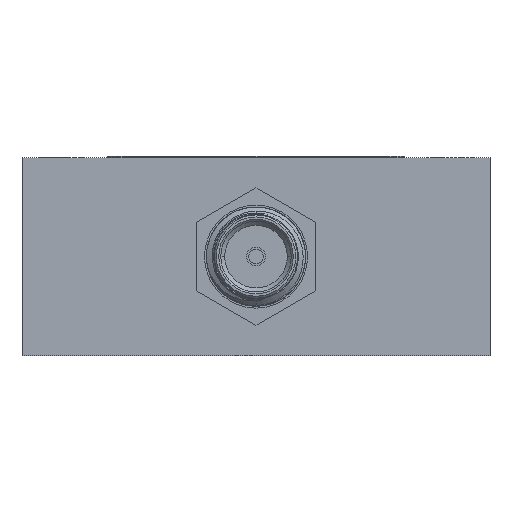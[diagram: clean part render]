
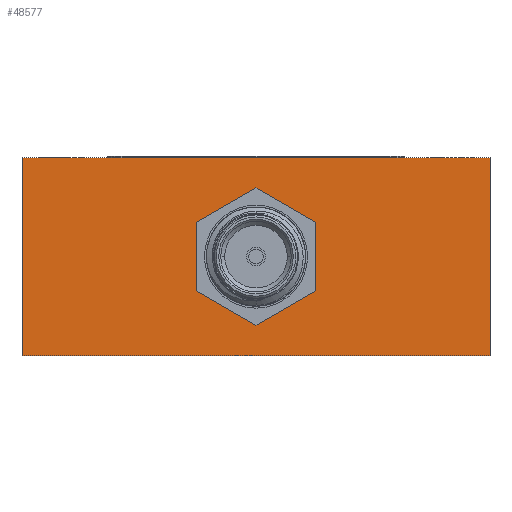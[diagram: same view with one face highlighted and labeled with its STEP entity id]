
A CAD part, left-side view. The second image highlights one B-rep face of the part: STEP entity #48577.
In plain terms, the highlighted planar face has unit normal (-1, 0, 0).
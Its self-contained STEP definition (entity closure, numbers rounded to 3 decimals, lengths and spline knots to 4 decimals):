
#1886 = DIRECTION ( 'NONE',  ( 0., -0.866, -0.5 ) ) ;
#2756 = VERTEX_POINT ( 'NONE', #45729 ) ;
#2902 = VERTEX_POINT ( 'NONE', #59999 ) ;
#3362 = EDGE_CURVE ( 'NONE', #36640, #32206, #38219, .T. ) ;
#3770 = PLANE ( 'NONE',  #55649 ) ;
#4438 = CARTESIAN_POINT ( 'NONE',  ( -0.689, 0.5906, 0.25 ) ) ;
#4575 = CARTESIAN_POINT ( 'NONE',  ( -0.689, 0., -0.1732 ) ) ;
#4745 = LINE ( 'NONE', #4438, #31163 ) ;
#5136 = VERTEX_POINT ( 'NONE', #46403 ) ;
#5144 = VECTOR ( 'NONE', #1886, 39.3701 ) ;
#5770 = ORIENTED_EDGE ( 'NONE', *, *, #48568, .F. ) ;
#8759 = VECTOR ( 'NONE', #29170, 39.3701 ) ;
#9336 = EDGE_CURVE ( 'NONE', #2756, #38363, #32115, .T. ) ;
#11722 = DIRECTION ( 'NONE',  ( 0., -1., 0. ) ) ;
#12014 = DIRECTION ( 'NONE',  ( 0., -1., 0. ) ) ;
#12574 = ORIENTED_EDGE ( 'NONE', *, *, #52037, .F. ) ;
#12893 = ORIENTED_EDGE ( 'NONE', *, *, #3362, .F. ) ;
#14647 = LINE ( 'NONE', #38420, #8759 ) ;
#15339 = ORIENTED_EDGE ( 'NONE', *, *, #21158, .F. ) ;
#17590 = EDGE_LOOP ( 'NONE', ( #58379, #46453, #5770, #15339, #12893, #48183 ) ) ;
#17951 = FACE_OUTER_BOUND ( 'NONE', #20472, .T. ) ;
#18465 = CARTESIAN_POINT ( 'NONE',  ( -0.689, 0., 0.1732 ) ) ;
#18966 = LINE ( 'NONE', #25677, #5144 ) ;
#20472 = EDGE_LOOP ( 'NONE', ( #41693, #12574, #43089, #23933 ) ) ;
#20829 = CARTESIAN_POINT ( 'NONE',  ( -0.689, -0.5906, 0.25 ) ) ;
#21158 = EDGE_CURVE ( 'NONE', #32206, #46550, #42404, .T. ) ;
#21584 = CARTESIAN_POINT ( 'NONE',  ( -0.689, 0., 0.1732 ) ) ;
#22380 = FACE_BOUND ( 'NONE', #17590, .T. ) ;
#23933 = ORIENTED_EDGE ( 'NONE', *, *, #26183, .T. ) ;
#25677 = CARTESIAN_POINT ( 'NONE',  ( -0.689, 0.15, -0.0866 ) ) ;
#25938 = CARTESIAN_POINT ( 'NONE',  ( -0.689, -0.5906, -0.25 ) ) ;
#26183 = EDGE_CURVE ( 'NONE', #2902, #2756, #4745, .T. ) ;
#27448 = DIRECTION ( 'NONE',  ( 0., 0., -1. ) ) ;
#27800 = EDGE_CURVE ( 'NONE', #2902, #5136, #53662, .T. ) ;
#28821 = EDGE_CURVE ( 'NONE', #58699, #33456, #18966, .T. ) ;
#29170 = DIRECTION ( 'NONE',  ( 0., -0.866, 0.5 ) ) ;
#29244 = EDGE_CURVE ( 'NONE', #33456, #36640, #14647, .T. ) ;
#30235 = CARTESIAN_POINT ( 'NONE',  ( -0.689, -0.5906, -0.25 ) ) ;
#31163 = VECTOR ( 'NONE', #51298, 39.3701 ) ;
#31696 = DIRECTION ( 'NONE',  ( 1., 0., 0. ) ) ;
#32115 = LINE ( 'NONE', #30235, #45453 ) ;
#32206 = VERTEX_POINT ( 'NONE', #44111 ) ;
#32843 = DIRECTION ( 'NONE',  ( 0., 0., 1. ) ) ;
#33456 = VERTEX_POINT ( 'NONE', #4575 ) ;
#34941 = VECTOR ( 'NONE', #46124, 39.3701 ) ;
#35801 = CARTESIAN_POINT ( 'NONE',  ( -0.689, -0.5906, 0.25 ) ) ;
#36640 = VERTEX_POINT ( 'NONE', #49575 ) ;
#37463 = VECTOR ( 'NONE', #12014, 39.3701 ) ;
#38121 = VERTEX_POINT ( 'NONE', #49907 ) ;
#38219 = LINE ( 'NONE', #60827, #47811 ) ;
#38321 = DIRECTION ( 'NONE',  ( 0., 0.866, 0.5 ) ) ;
#38363 = VERTEX_POINT ( 'NONE', #25938 ) ;
#38420 = CARTESIAN_POINT ( 'NONE',  ( -0.689, 0., -0.1732 ) ) ;
#39044 = EDGE_CURVE ( 'NONE', #38121, #58699, #50998, .T. ) ;
#39763 = VECTOR ( 'NONE', #27448, 39.3701 ) ;
#39970 = VECTOR ( 'NONE', #56458, 39.3701 ) ;
#41693 = ORIENTED_EDGE ( 'NONE', *, *, #9336, .T. ) ;
#42404 = LINE ( 'NONE', #56445, #53416 ) ;
#43089 = ORIENTED_EDGE ( 'NONE', *, *, #27800, .F. ) ;
#44111 = CARTESIAN_POINT ( 'NONE',  ( -0.689, -0.15, 0.0866 ) ) ;
#45453 = VECTOR ( 'NONE', #11722, 39.3701 ) ;
#45729 = CARTESIAN_POINT ( 'NONE',  ( -0.689, 0.5906, -0.25 ) ) ;
#46124 = DIRECTION ( 'NONE',  ( 0., 0.866, -0.5 ) ) ;
#46403 = CARTESIAN_POINT ( 'NONE',  ( -0.689, -0.5906, 0.25 ) ) ;
#46453 = ORIENTED_EDGE ( 'NONE', *, *, #39044, .F. ) ;
#46550 = VERTEX_POINT ( 'NONE', #21584 ) ;
#46823 = CARTESIAN_POINT ( 'NONE',  ( -0.689, 0.15, 0.0866 ) ) ;
#47811 = VECTOR ( 'NONE', #32843, 39.3701 ) ;
#48183 = ORIENTED_EDGE ( 'NONE', *, *, #29244, .F. ) ;
#48568 = EDGE_CURVE ( 'NONE', #46550, #38121, #48952, .T. ) ;
#48577 = ADVANCED_FACE ( 'NONE', ( #22380, #17951 ), #3770, .F. ) ;
#48952 = LINE ( 'NONE', #18465, #34941 ) ;
#49575 = CARTESIAN_POINT ( 'NONE',  ( -0.689, -0.15, -0.0866 ) ) ;
#49907 = CARTESIAN_POINT ( 'NONE',  ( -0.689, 0.15, 0.0866 ) ) ;
#50592 = CARTESIAN_POINT ( 'NONE',  ( -0.689, 0.15, -0.0866 ) ) ;
#50998 = LINE ( 'NONE', #46823, #39970 ) ;
#51298 = DIRECTION ( 'NONE',  ( 0., 0., -1. ) ) ;
#51426 = CARTESIAN_POINT ( 'NONE',  ( -0.689, -0.5906, 0.25 ) ) ;
#52037 = EDGE_CURVE ( 'NONE', #5136, #38363, #59640, .T. ) ;
#53416 = VECTOR ( 'NONE', #38321, 39.3701 ) ;
#53662 = LINE ( 'NONE', #20829, #37463 ) ;
#55552 = DIRECTION ( 'NONE',  ( 0., 0., -1. ) ) ;
#55649 = AXIS2_PLACEMENT_3D ( 'NONE', #51426, #31696, #55552 ) ;
#56445 = CARTESIAN_POINT ( 'NONE',  ( -0.689, -0.15, 0.0866 ) ) ;
#56458 = DIRECTION ( 'NONE',  ( 0., 0., -1. ) ) ;
#58379 = ORIENTED_EDGE ( 'NONE', *, *, #28821, .F. ) ;
#58699 = VERTEX_POINT ( 'NONE', #50592 ) ;
#59640 = LINE ( 'NONE', #35801, #39763 ) ;
#59999 = CARTESIAN_POINT ( 'NONE',  ( -0.689, 0.5906, 0.25 ) ) ;
#60827 = CARTESIAN_POINT ( 'NONE',  ( -0.689, -0.15, -0.0866 ) ) ;
